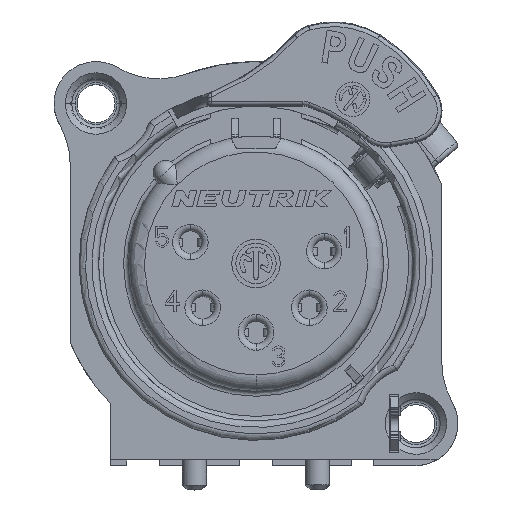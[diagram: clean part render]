
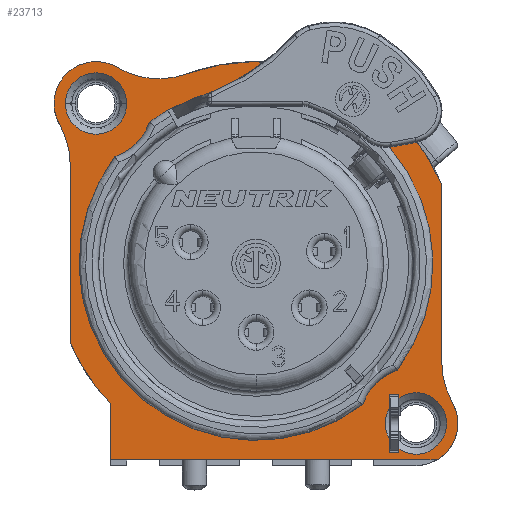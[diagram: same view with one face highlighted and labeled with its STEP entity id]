
A CAD part, top view. The second image highlights one B-rep face of the part: STEP entity #23713.
In plain terms, the highlighted planar face has unit normal (0, 0, 1).
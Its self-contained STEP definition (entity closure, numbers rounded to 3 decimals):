
#953=CARTESIAN_POINT('',(-9.9,9.9,5.5));
#954=DIRECTION('',(0.,0.,-1.));
#955=DIRECTION('',(-1.,0.,0.));
#956=AXIS2_PLACEMENT_3D('',#953,#954,#955);
#963=CARTESIAN_POINT('',(0.,0.,5.5));
#964=DIRECTION('',(0.,0.,1.));
#965=DIRECTION('',(0.92,0.392,0.));
#966=AXIS2_PLACEMENT_3D('',#963,#964,#965);
#968=DIRECTION('',(0.,1.,0.));
#969=VECTOR('',#968,11.031);
#970=CARTESIAN_POINT('',(11.5,-6.132,5.5));
#971=LINE('',#970,#969);
#972=CARTESIAN_POINT('',(16.5,-6.132,5.5));
#973=DIRECTION('',(0.,0.,-1.));
#974=DIRECTION('',(-0.868,-0.496,0.));
#975=AXIS2_PLACEMENT_3D('',#972,#973,#974);
#977=CARTESIAN_POINT('',(9.9,-9.9,5.5));
#978=DIRECTION('',(0.,0.,1.));
#979=DIRECTION('',(0.501,-0.865,0.));
#980=AXIS2_PLACEMENT_3D('',#977,#978,#979);
#982=DIRECTION('',(1.,0.,0.));
#983=VECTOR('',#982,20.203);
#984=CARTESIAN_POINT('',(-9.,-12.15,5.5));
#985=LINE('',#984,#983);
#986=DIRECTION('',(0.,-1.,0.));
#987=VECTOR('',#986,3.475);
#988=CARTESIAN_POINT('',(-9.,-8.675,5.5));
#989=LINE('',#988,#987);
#990=CARTESIAN_POINT('',(0.,0.,5.5));
#991=DIRECTION('',(0.,0.,1.));
#992=DIRECTION('',(-0.92,-0.392,0.));
#993=AXIS2_PLACEMENT_3D('',#990,#991,#992);
#995=DIRECTION('',(0.,-1.,0.));
#996=VECTOR('',#995,11.031);
#997=CARTESIAN_POINT('',(-11.5,6.132,5.5));
#998=LINE('',#997,#996);
#999=CARTESIAN_POINT('',(-16.5,6.132,5.5));
#1000=DIRECTION('',(0.,0.,-1.));
#1001=DIRECTION('',(0.868,0.496,0.));
#1002=AXIS2_PLACEMENT_3D('',#999,#1000,#1001);
#1004=CARTESIAN_POINT('',(-9.9,9.9,5.5));
#1005=DIRECTION('',(0.,0.,1.));
#1006=DIRECTION('',(0.511,0.86,0.));
#1007=AXIS2_PLACEMENT_3D('',#1004,#1005,#1006);
#1009=CARTESIAN_POINT('',(-6.017,16.433,5.5));
#1010=DIRECTION('',(0.,0.,-1.));
#1011=DIRECTION('',(0.344,-0.939,0.));
#1012=AXIS2_PLACEMENT_3D('',#1009,#1010,#1011);
#1014=DIRECTION('',(-1.,0.,0.));
#1015=VECTOR('',#1014,0.6);
#1016=CARTESIAN_POINT('',(8.85,-8.125,5.5));
#1017=LINE('',#1016,#1015);
#1018=DIRECTION('',(0.,-1.,0.));
#1019=VECTOR('',#1018,0.833);
#1020=CARTESIAN_POINT('',(8.25,-8.125,5.5));
#1021=LINE('',#1020,#1019);
#1022=DIRECTION('',(0.,-1.,0.));
#1023=VECTOR('',#1022,0.833);
#1024=CARTESIAN_POINT('',(8.25,-10.842,5.5));
#1025=LINE('',#1024,#1023);
#1026=DIRECTION('',(1.,0.,0.));
#1027=VECTOR('',#1026,0.6);
#1028=CARTESIAN_POINT('',(8.25,-11.675,5.5));
#1029=LINE('',#1028,#1027);
#1030=DIRECTION('',(0.,1.,0.));
#1031=VECTOR('',#1030,0.191);
#1032=CARTESIAN_POINT('',(8.85,-11.675,5.5));
#1033=LINE('',#1032,#1031);
#1034=DIRECTION('',(0.,1.,0.));
#1035=VECTOR('',#1034,0.191);
#1036=CARTESIAN_POINT('',(8.85,-8.316,5.5));
#1037=LINE('',#1036,#1035);
#1038=CARTESIAN_POINT('',(0.,0.,5.5));
#1039=DIRECTION('',(0.,0.,1.));
#1040=DIRECTION('',(-0.798,0.603,0.));
#1041=AXIS2_PLACEMENT_3D('',#1038,#1039,#1040);
#1043=CARTESIAN_POINT('',(9.9,-9.9,5.5));
#1044=DIRECTION('',(0.,0.,1.));
#1045=DIRECTION('',(-0.332,0.943,0.));
#1046=AXIS2_PLACEMENT_3D('',#1043,#1044,#1045);
#1048=CARTESIAN_POINT('',(0.,0.,5.5));
#1049=DIRECTION('',(0.,0.,1.));
#1050=DIRECTION('',(0.798,-0.603,0.));
#1051=AXIS2_PLACEMENT_3D('',#1048,#1049,#1050);
#1053=CARTESIAN_POINT('',(0.,0.,5.5));
#1054=DIRECTION('',(0.,0.,-1.));
#1055=DIRECTION('',(-0.5,0.866,0.));
#1056=AXIS2_PLACEMENT_3D('',#1053,#1054,#1055);
#1058=CARTESIAN_POINT('',(0.,0.,5.5));
#1059=DIRECTION('',(0.,0.,1.));
#1060=DIRECTION('',(-0.5,0.866,0.));
#1061=AXIS2_PLACEMENT_3D('',#1058,#1059,#1060);
#1063=CARTESIAN_POINT('',(-9.9,9.9,5.5));
#1064=DIRECTION('',(0.,0.,1.));
#1065=DIRECTION('',(0.332,-0.943,0.));
#1066=AXIS2_PLACEMENT_3D('',#1063,#1064,#1065);
#1068=CARTESIAN_POINT('',(-9.9,9.9,5.5));
#1069=DIRECTION('',(0.,0.,-1.));
#1070=DIRECTION('',(1.,0.,0.));
#1071=AXIS2_PLACEMENT_3D('',#1068,#1069,#1070);
#12046=CARTESIAN_POINT('',(9.9,-9.9,5.5));
#12047=DIRECTION('',(0.,0.,-1.));
#12048=DIRECTION('',(-0.868,-0.496,0.));
#12049=AXIS2_PLACEMENT_3D('',#12046,#12047,#12048);
#12051=CARTESIAN_POINT('',(9.9,-9.9,5.5));
#12052=DIRECTION('',(0.,0.,-1.));
#12053=DIRECTION('',(-0.553,0.833,0.));
#12054=AXIS2_PLACEMENT_3D('',#12051,#12052,#12053);
#19775=CARTESIAN_POINT('',(11.5,4.899,5.5));
#19776=CARTESIAN_POINT('',(-4.298,11.738,5.5));
#19777=VERTEX_POINT('',#19775);
#19778=VERTEX_POINT('',#19776);
#19779=CARTESIAN_POINT('',(-8.572,12.135,5.5));
#19780=VERTEX_POINT('',#19779);
#19781=CARTESIAN_POINT('',(-12.158,8.611,5.5));
#19782=VERTEX_POINT('',#19781);
#19783=CARTESIAN_POINT('',(-11.5,6.132,5.5));
#19784=VERTEX_POINT('',#19783);
#19785=CARTESIAN_POINT('',(-11.5,-4.899,5.5));
#19786=VERTEX_POINT('',#19785);
#19787=CARTESIAN_POINT('',(-9.,-8.675,5.5));
#19788=VERTEX_POINT('',#19787);
#19789=CARTESIAN_POINT('',(-9.,-12.15,5.5));
#19790=VERTEX_POINT('',#19789);
#19791=CARTESIAN_POINT('',(11.203,-12.15,5.5));
#19792=CARTESIAN_POINT('',(12.158,-8.611,5.5));
#19793=VERTEX_POINT('',#19791);
#19794=VERTEX_POINT('',#19792);
#19795=CARTESIAN_POINT('',(11.5,-6.132,5.5));
#19796=VERTEX_POINT('',#19795);
#19797=CARTESIAN_POINT('',(-11.8,9.9,5.5));
#19798=CARTESIAN_POINT('',(-8.,9.9,5.5));
#19799=VERTEX_POINT('',#19797);
#19800=VERTEX_POINT('',#19798);
#19811=CARTESIAN_POINT('',(8.85,-8.125,5.5));
#19812=CARTESIAN_POINT('',(8.25,-8.125,5.5));
#19813=VERTEX_POINT('',#19811);
#19814=VERTEX_POINT('',#19812);
#19815=CARTESIAN_POINT('',(8.25,-8.958,5.5));
#19816=VERTEX_POINT('',#19815);
#19817=CARTESIAN_POINT('',(8.25,-10.842,5.5));
#19818=CARTESIAN_POINT('',(8.25,-11.675,5.5));
#19819=VERTEX_POINT('',#19817);
#19820=VERTEX_POINT('',#19818);
#19821=CARTESIAN_POINT('',(8.85,-11.675,5.5));
#19822=VERTEX_POINT('',#19821);
#19823=CARTESIAN_POINT('',(8.85,-11.484,5.5));
#19824=VERTEX_POINT('',#19823);
#19825=CARTESIAN_POINT('',(8.85,-8.316,5.5));
#19826=VERTEX_POINT('',#19825);
#19869=CARTESIAN_POINT('',(-5.475,9.483,5.5));
#19870=CARTESIAN_POINT('',(5.475,9.483,5.5));
#19871=VERTEX_POINT('',#19869);
#19872=VERTEX_POINT('',#19870);
#19873=CARTESIAN_POINT('',(-6.598,8.739,5.5));
#19874=VERTEX_POINT('',#19873);
#19875=CARTESIAN_POINT('',(-8.739,6.598,5.5));
#19876=CARTESIAN_POINT('',(6.598,-8.739,5.5));
#19877=VERTEX_POINT('',#19875);
#19878=VERTEX_POINT('',#19876);
#19879=CARTESIAN_POINT('',(8.739,-6.598,5.5));
#19880=VERTEX_POINT('',#19879);
#23647=CARTESIAN_POINT('',(0.,0.,5.5));
#23648=DIRECTION('',(0.,0.,1.));
#23649=DIRECTION('',(1.,0.,0.));
#23650=AXIS2_PLACEMENT_3D('',#23647,#23648,#23649);
#23651=PLANE('',#23650);
#23653=ORIENTED_EDGE('',*,*,#23652,.F.);
#23655=ORIENTED_EDGE('',*,*,#23654,.F.);
#23657=ORIENTED_EDGE('',*,*,#23656,.F.);
#23659=ORIENTED_EDGE('',*,*,#23658,.F.);
#23661=ORIENTED_EDGE('',*,*,#23660,.F.);
#23663=ORIENTED_EDGE('',*,*,#23662,.F.);
#23665=ORIENTED_EDGE('',*,*,#23664,.F.);
#23667=ORIENTED_EDGE('',*,*,#23666,.F.);
#23669=ORIENTED_EDGE('',*,*,#23668,.F.);
#23671=ORIENTED_EDGE('',*,*,#23670,.F.);
#23673=ORIENTED_EDGE('',*,*,#23672,.F.);
#23674=EDGE_LOOP('',(#23653,#23655,#23657,#23659,#23661,#23663,#23665,#23667,
#23669,#23671,#23673));
#23675=FACE_OUTER_BOUND('',#23674,.F.);
#23677=ORIENTED_EDGE('',*,*,#23676,.F.);
#23678=ORIENTED_EDGE('',*,*,#23637,.F.);
#23679=EDGE_LOOP('',(#23677,#23678));
#23680=FACE_BOUND('',#23679,.F.);
#23682=ORIENTED_EDGE('',*,*,#23681,.T.);
#23684=ORIENTED_EDGE('',*,*,#23683,.T.);
#23686=ORIENTED_EDGE('',*,*,#23685,.F.);
#23688=ORIENTED_EDGE('',*,*,#23687,.T.);
#23690=ORIENTED_EDGE('',*,*,#23689,.T.);
#23692=ORIENTED_EDGE('',*,*,#23691,.T.);
#23694=ORIENTED_EDGE('',*,*,#23693,.F.);
#23696=ORIENTED_EDGE('',*,*,#23695,.T.);
#23697=EDGE_LOOP('',(#23682,#23684,#23686,#23688,#23690,#23692,#23694,#23696));
#23698=FACE_BOUND('',#23697,.F.);
#23700=ORIENTED_EDGE('',*,*,#23699,.T.);
#23702=ORIENTED_EDGE('',*,*,#23701,.F.);
#23704=ORIENTED_EDGE('',*,*,#23703,.T.);
#23706=ORIENTED_EDGE('',*,*,#23705,.F.);
#23708=ORIENTED_EDGE('',*,*,#23707,.T.);
#23710=ORIENTED_EDGE('',*,*,#23709,.F.);
#23711=EDGE_LOOP('',(#23700,#23702,#23704,#23706,#23708,#23710));
#23712=FACE_BOUND('',#23711,.F.);
#23713=ADVANCED_FACE('',(#23675,#23680,#23698,#23712),#23651,.T.);
#957=CIRCLE('',#956,1.9);
#967=CIRCLE('',#966,12.5);
#976=CIRCLE('',#975,5.);
#981=CIRCLE('',#980,2.6);
#994=CIRCLE('',#993,12.5);
#1003=CIRCLE('',#1002,5.);
#1008=CIRCLE('',#1007,2.6);
#1013=CIRCLE('',#1012,5.);
#1042=CIRCLE('',#1041,10.95);
#1047=CIRCLE('',#1046,3.5);
#1052=CIRCLE('',#1051,10.95);
#1057=CIRCLE('',#1056,10.95);
#1062=CIRCLE('',#1061,10.95);
#1067=CIRCLE('',#1066,3.5);
#1072=CIRCLE('',#1071,1.9);
#12050=CIRCLE('',#12049,1.9);
#12055=CIRCLE('',#12054,1.9);
#23637=EDGE_CURVE('',#19799,#19800,#957,.T.);
#23652=EDGE_CURVE('',#19777,#19778,#967,.T.);
#23654=EDGE_CURVE('',#19796,#19777,#971,.T.);
#23656=EDGE_CURVE('',#19794,#19796,#976,.T.);
#23658=EDGE_CURVE('',#19793,#19794,#981,.T.);
#23660=EDGE_CURVE('',#19790,#19793,#985,.T.);
#23662=EDGE_CURVE('',#19788,#19790,#989,.T.);
#23664=EDGE_CURVE('',#19786,#19788,#994,.T.);
#23666=EDGE_CURVE('',#19784,#19786,#998,.T.);
#23668=EDGE_CURVE('',#19782,#19784,#1003,.T.);
#23670=EDGE_CURVE('',#19780,#19782,#1008,.T.);
#23672=EDGE_CURVE('',#19778,#19780,#1013,.T.);
#23676=EDGE_CURVE('',#19800,#19799,#1072,.T.);
#23681=EDGE_CURVE('',#19813,#19814,#1017,.T.);
#23683=EDGE_CURVE('',#19814,#19816,#1021,.T.);
#23685=EDGE_CURVE('',#19819,#19816,#12050,.T.);
#23687=EDGE_CURVE('',#19819,#19820,#1025,.T.);
#23689=EDGE_CURVE('',#19820,#19822,#1029,.T.);
#23691=EDGE_CURVE('',#19822,#19824,#1033,.T.);
#23693=EDGE_CURVE('',#19826,#19824,#12055,.T.);
#23695=EDGE_CURVE('',#19826,#19813,#1037,.T.);
#23699=EDGE_CURVE('',#19877,#19878,#1042,.T.);
#23701=EDGE_CURVE('',#19880,#19878,#1047,.T.);
#23703=EDGE_CURVE('',#19880,#19872,#1052,.T.);
#23705=EDGE_CURVE('',#19871,#19872,#1057,.T.);
#23707=EDGE_CURVE('',#19871,#19874,#1062,.T.);
#23709=EDGE_CURVE('',#19877,#19874,#1067,.T.);
